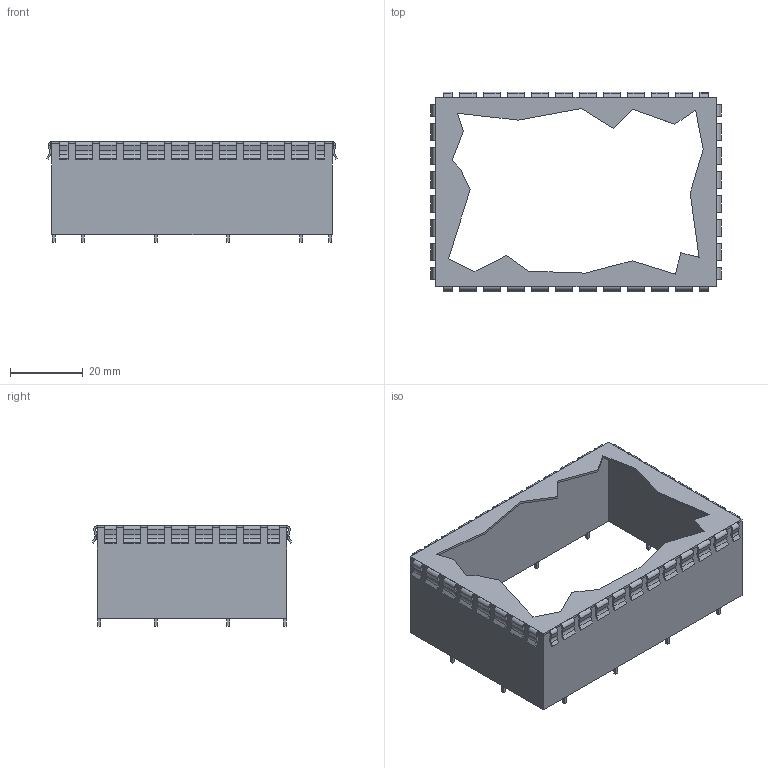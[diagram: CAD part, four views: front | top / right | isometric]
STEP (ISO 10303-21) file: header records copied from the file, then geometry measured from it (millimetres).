
FILE_DESCRIPTION((''),'2;1');
FILE_NAME('MSBOX_PERANCEA_PFL3T.stp','2012-04-02T18:25:31',(''),(''),'Mechanical Desktop 2011','Mechanical Desktop 2011',', , ');
FILE_SCHEMA(('AUTOMOTIVE_DESIGN { 1 2 10303 214 1 1 1 1 }'));
Length unit declared in the file: millimetre
Products named in the file (1): Product
Bounding box: 79.88 x 54.86 x 27.7 mm (x, y, z)
Volume: 7807 mm3; surface area: 18802.9 mm2
Topology: 54 solids, 54 shells, 674 faces, 1698 edges, 1132 vertices
Faces by surface type: plane 308, bspline 286, cylinder 80
Entity records: 21125 total; most frequent: CARTESIAN_POINT 5483, ORIENTED_EDGE 3396, DIRECTION 2796, EDGE_CURVE 1698, VECTOR 1378, LINE 1378, VERTEX_POINT 1132, AXIS2_PLACEMENT_3D 709
